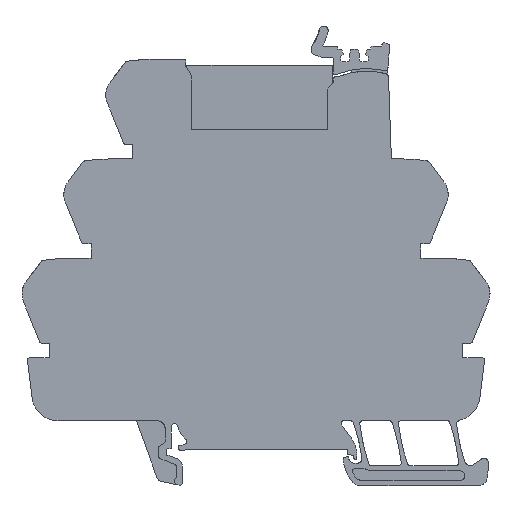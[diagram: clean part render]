
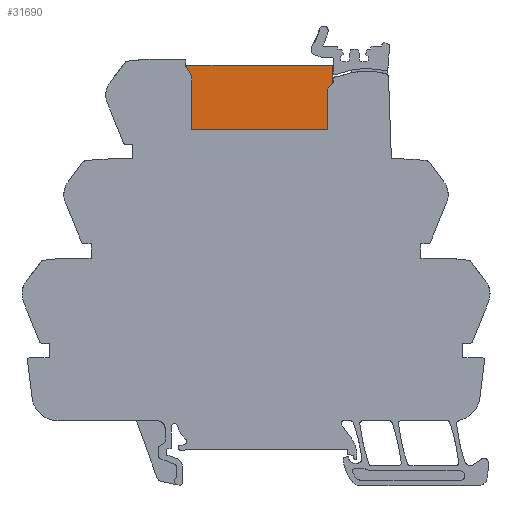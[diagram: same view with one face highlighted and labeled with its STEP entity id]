
A CAD part, left-side view. The second image highlights one B-rep face of the part: STEP entity #31690.
In plain terms, the highlighted planar face has unit normal (-1, 0, 0).
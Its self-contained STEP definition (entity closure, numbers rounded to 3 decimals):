
#31663=AXIS2_PLACEMENT_3D('Plane Axis2P3D',#31660,#31661,#31662) ;
#31624=CARTESIAN_POINT('Line Origine',(0.58,30.079,73.391)) ;
#31628=CARTESIAN_POINT('Vertex',(0.58,30.079,80.383)) ;
#31630=CARTESIAN_POINT('Vertex',(0.58,30.079,66.4)) ;
#31660=CARTESIAN_POINT('Axis2P3D Location',(0.58,-0.474,-1.017)) ;
#31665=CARTESIAN_POINT('Line Origine',(0.58,43.979,80.383)) ;
#31669=CARTESIAN_POINT('Vertex',(0.58,57.879,80.383)) ;
#31672=CARTESIAN_POINT('Line Origine',(0.58,57.879,73.391)) ;
#31676=CARTESIAN_POINT('Vertex',(0.58,57.879,66.4)) ;
#31679=CARTESIAN_POINT('Line Origine',(0.58,43.979,66.4)) ;
#31625=DIRECTION('Vector Direction',(0.,0.,-1.)) ;
#31661=DIRECTION('Axis2P3D Direction',(1.,0.,0.)) ;
#31662=DIRECTION('Axis2P3D XDirection',(0.,1.,0.)) ;
#31666=DIRECTION('Vector Direction',(0.,1.,0.)) ;
#31673=DIRECTION('Vector Direction',(0.,0.,1.)) ;
#31680=DIRECTION('Vector Direction',(0.,-1.,0.)) ;
#31626=VECTOR('Line Direction',#31625,1.) ;
#31667=VECTOR('Line Direction',#31666,1.) ;
#31674=VECTOR('Line Direction',#31673,1.) ;
#31681=VECTOR('Line Direction',#31680,1.) ;
#31685=ORIENTED_EDGE('',*,*,#31671,.F.) ;
#31686=ORIENTED_EDGE('',*,*,#31678,.F.) ;
#31687=ORIENTED_EDGE('',*,*,#31683,.F.) ;
#31688=ORIENTED_EDGE('',*,*,#31632,.F.) ;
#31690=ADVANCED_FACE('RSS-RELAIS',(#31689),#31664,.F.) ;
#31632=EDGE_CURVE('',#31629,#31631,#31627,.T.) ;
#31671=EDGE_CURVE('',#31670,#31629,#31668,.F.) ;
#31678=EDGE_CURVE('',#31677,#31670,#31675,.T.) ;
#31683=EDGE_CURVE('',#31631,#31677,#31682,.F.) ;
#31684=EDGE_LOOP('',(#31685,#31686,#31687,#31688)) ;
#31689=FACE_OUTER_BOUND('',#31684,.T.) ;
#31627=LINE('Line',#31624,#31626) ;
#31668=LINE('Line',#31665,#31667) ;
#31675=LINE('Line',#31672,#31674) ;
#31682=LINE('Line',#31679,#31681) ;
#31664=PLANE('',#31663) ;
#31629=VERTEX_POINT('',#31628) ;
#31631=VERTEX_POINT('',#31630) ;
#31670=VERTEX_POINT('',#31669) ;
#31677=VERTEX_POINT('',#31676) ;
